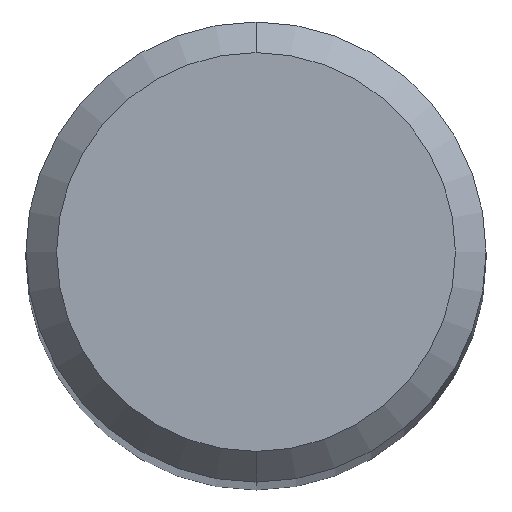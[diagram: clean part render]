
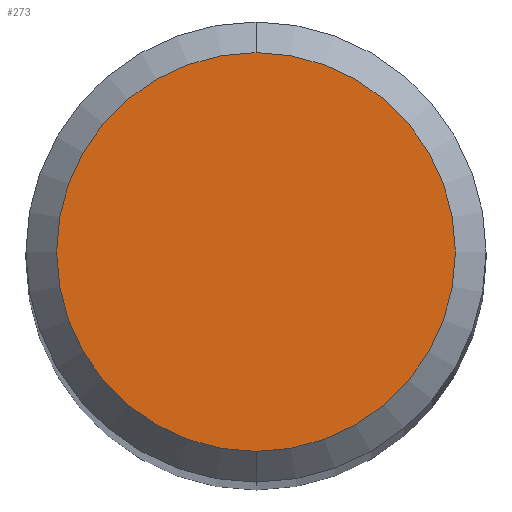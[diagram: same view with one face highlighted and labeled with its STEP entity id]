
A CAD part, top view. The second image highlights one B-rep face of the part: STEP entity #273.
In plain terms, the highlighted planar face has unit normal (0, 0, 1).
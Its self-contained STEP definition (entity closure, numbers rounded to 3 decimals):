
#273=ADVANCED_FACE('',(#752),#753,.T.);
#479=VERTEX_POINT('',#980);
#485=EDGE_CURVE('',#509,#479,#986,.T.);
#509=VERTEX_POINT('',#1013);
#587=EDGE_CURVE('',#479,#509,#1096,.T.);
#752=FACE_OUTER_BOUND('',#1325,.T.);
#753=PLANE('',#1326);
#980=CARTESIAN_POINT('',(0.0,2.6,0.0));
#986=CIRCLE('',#2660,2.6);
#1013=CARTESIAN_POINT('',(0.,-2.6,0.0));
#1096=CIRCLE('',#3516,2.6);
#1325=EDGE_LOOP('',(#4601,#4602));
#1326=AXIS2_PLACEMENT_3D('',#4603,#4604,#4605);
#2660=AXIS2_PLACEMENT_3D('',#4875,#4876,#4877);
#3516=AXIS2_PLACEMENT_3D('',#4987,#4988,#4989);
#4601=ORIENTED_EDGE('',*,*,#587,.F.);
#4602=ORIENTED_EDGE('',*,*,#485,.F.);
#4603=CARTESIAN_POINT('',(0.0,1.3,0.0));
#4604=DIRECTION('',(-0.0,0.0,1.0));
#4605=DIRECTION('',(0.0,-1.0,0.0));
#4875=CARTESIAN_POINT('',(0.0,0.0,0.0));
#4876=DIRECTION('',(0.0,0.0,-1.0));
#4877=DIRECTION('',(0.0,1.0,0.0));
#4987=CARTESIAN_POINT('',(0.0,0.0,0.0));
#4988=DIRECTION('',(0.0,0.0,-1.0));
#4989=DIRECTION('',(0.0,1.0,0.0));
